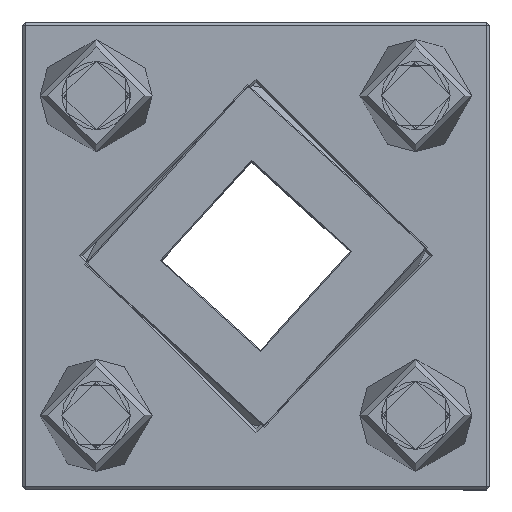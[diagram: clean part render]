
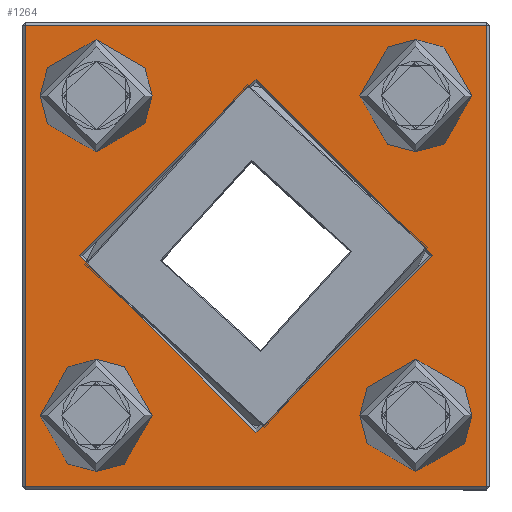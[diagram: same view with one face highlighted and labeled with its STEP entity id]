
A CAD part, top view. The second image highlights one B-rep face of the part: STEP entity #1264.
In plain terms, the highlighted face is planar.
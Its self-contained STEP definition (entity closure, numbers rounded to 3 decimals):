
#1264 = ADVANCED_FACE('',(#1265,#1276,#1310,#1321,#1332,#1343),#1354,.T.
  );
#1265 = FACE_BOUND('',#1266,.T.);
#1266 = EDGE_LOOP('',(#1267));
#1267 = ORIENTED_EDGE('',*,*,#1268,.T.);
#1268 = EDGE_CURVE('',#1269,#1269,#1271,.T.);
#1269 = VERTEX_POINT('',#1270);
#1270 = CARTESIAN_POINT('',(-56.5,0.,0.));
#1271 = CIRCLE('',#1272,56.5);
#1272 = AXIS2_PLACEMENT_3D('',#1273,#1274,#1275);
#1273 = CARTESIAN_POINT('',(0.,0.,0.));
#1274 = DIRECTION('',(0.,0.,1.));
#1275 = DIRECTION('',(-1.,0.,0.));
#1276 = FACE_BOUND('',#1277,.T.);
#1277 = EDGE_LOOP('',(#1278,#1288,#1296,#1304));
#1278 = ORIENTED_EDGE('',*,*,#1279,.T.);
#1279 = EDGE_CURVE('',#1280,#1282,#1284,.T.);
#1280 = VERTEX_POINT('',#1281);
#1281 = CARTESIAN_POINT('',(74.,-74.,0.));
#1282 = VERTEX_POINT('',#1283);
#1283 = CARTESIAN_POINT('',(-74.,-74.,0.));
#1284 = LINE('',#1285,#1286);
#1285 = CARTESIAN_POINT('',(0.,-74.,0.));
#1286 = VECTOR('',#1287,1.);
#1287 = DIRECTION('',(-1.,0.,0.));
#1288 = ORIENTED_EDGE('',*,*,#1289,.T.);
#1289 = EDGE_CURVE('',#1282,#1290,#1292,.T.);
#1290 = VERTEX_POINT('',#1291);
#1291 = CARTESIAN_POINT('',(-74.,74.,0.));
#1292 = LINE('',#1293,#1294);
#1293 = CARTESIAN_POINT('',(-74.,0.,0.));
#1294 = VECTOR('',#1295,1.);
#1295 = DIRECTION('',(0.,1.,0.));
#1296 = ORIENTED_EDGE('',*,*,#1297,.T.);
#1297 = EDGE_CURVE('',#1290,#1298,#1300,.T.);
#1298 = VERTEX_POINT('',#1299);
#1299 = CARTESIAN_POINT('',(74.,74.,0.));
#1300 = LINE('',#1301,#1302);
#1301 = CARTESIAN_POINT('',(0.,74.,0.));
#1302 = VECTOR('',#1303,1.);
#1303 = DIRECTION('',(1.,0.,0.));
#1304 = ORIENTED_EDGE('',*,*,#1305,.T.);
#1305 = EDGE_CURVE('',#1298,#1280,#1306,.T.);
#1306 = LINE('',#1307,#1308);
#1307 = CARTESIAN_POINT('',(74.,0.,0.));
#1308 = VECTOR('',#1309,1.);
#1309 = DIRECTION('',(0.,-1.,0.));
#1310 = FACE_BOUND('',#1311,.T.);
#1311 = EDGE_LOOP('',(#1312));
#1312 = ORIENTED_EDGE('',*,*,#1313,.T.);
#1313 = EDGE_CURVE('',#1314,#1314,#1316,.T.);
#1314 = VERTEX_POINT('',#1315);
#1315 = CARTESIAN_POINT('',(-64.265,-51.265,0.));
#1316 = CIRCLE('',#1317,13.);
#1317 = AXIS2_PLACEMENT_3D('',#1318,#1319,#1320);
#1318 = CARTESIAN_POINT('',(-51.265,-51.265,0.));
#1319 = DIRECTION('',(0.,0.,1.));
#1320 = DIRECTION('',(-1.,0.,0.));
#1321 = FACE_BOUND('',#1322,.T.);
#1322 = EDGE_LOOP('',(#1323));
#1323 = ORIENTED_EDGE('',*,*,#1324,.T.);
#1324 = EDGE_CURVE('',#1325,#1325,#1327,.T.);
#1325 = VERTEX_POINT('',#1326);
#1326 = CARTESIAN_POINT('',(-64.265,51.265,0.));
#1327 = CIRCLE('',#1328,13.);
#1328 = AXIS2_PLACEMENT_3D('',#1329,#1330,#1331);
#1329 = CARTESIAN_POINT('',(-51.265,51.265,0.));
#1330 = DIRECTION('',(0.,0.,1.));
#1331 = DIRECTION('',(-1.,0.,0.));
#1332 = FACE_BOUND('',#1333,.T.);
#1333 = EDGE_LOOP('',(#1334));
#1334 = ORIENTED_EDGE('',*,*,#1335,.T.);
#1335 = EDGE_CURVE('',#1336,#1336,#1338,.T.);
#1336 = VERTEX_POINT('',#1337);
#1337 = CARTESIAN_POINT('',(38.265,51.265,0.));
#1338 = CIRCLE('',#1339,13.);
#1339 = AXIS2_PLACEMENT_3D('',#1340,#1341,#1342);
#1340 = CARTESIAN_POINT('',(51.265,51.265,0.));
#1341 = DIRECTION('',(0.,0.,1.));
#1342 = DIRECTION('',(-1.,0.,0.));
#1343 = FACE_BOUND('',#1344,.T.);
#1344 = EDGE_LOOP('',(#1345));
#1345 = ORIENTED_EDGE('',*,*,#1346,.T.);
#1346 = EDGE_CURVE('',#1347,#1347,#1349,.T.);
#1347 = VERTEX_POINT('',#1348);
#1348 = CARTESIAN_POINT('',(38.265,-51.265,0.));
#1349 = CIRCLE('',#1350,13.);
#1350 = AXIS2_PLACEMENT_3D('',#1351,#1352,#1353);
#1351 = CARTESIAN_POINT('',(51.265,-51.265,0.));
#1352 = DIRECTION('',(0.,0.,1.));
#1353 = DIRECTION('',(-1.,0.,0.));
#1354 = PLANE('',#1355);
#1355 = AXIS2_PLACEMENT_3D('',#1356,#1357,#1358);
#1356 = CARTESIAN_POINT('',(0.,0.,0.));
#1357 = DIRECTION('',(0.,0.,-1.));
#1358 = DIRECTION('',(-1.,0.,0.));
